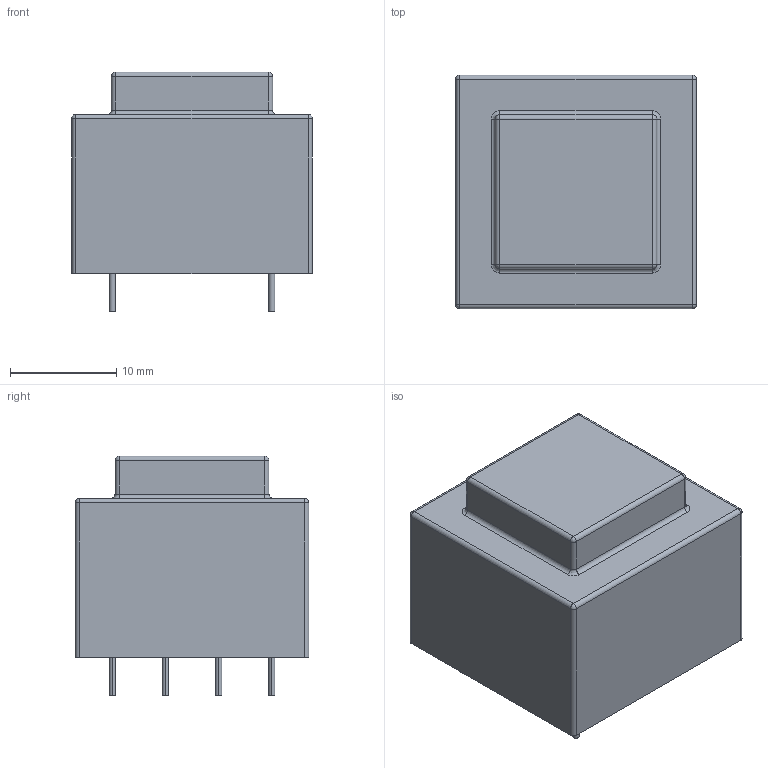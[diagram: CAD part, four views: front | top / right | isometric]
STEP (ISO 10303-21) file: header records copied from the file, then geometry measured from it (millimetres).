
FILE_DESCRIPTION((''),'2;1');
FILE_NAME('XFMR_BLOCK_VB 0.5-1-9.stp','2012-09-04T13:48:35',(''),(''),'Mechanical Desktop 2011','Mechanical Desktop 2011',', , ');
FILE_SCHEMA(('AUTOMOTIVE_DESIGN { 1 2 10303 214 1 1 1 1 }'));
Length unit declared in the file: millimetre
Products named in the file (1): Product
Bounding box: 22.7 x 22 x 22.6 mm (x, y, z)
Volume: 8371.1 mm3; surface area: 2558 mm2
Topology: 5 solids, 5 shells, 59 faces, 120 edges, 64 vertices
Faces by surface type: cylinder 28, plane 19, sphere 8, bspline 4
Entity records: 1678 total; most frequent: CARTESIAN_POINT 412, DIRECTION 284, ORIENTED_EDGE 224, AXIS2_PLACEMENT_3D 116, EDGE_CURVE 112, VERTEX_POINT 64, CIRCLE 60, EDGE_LOOP 60
